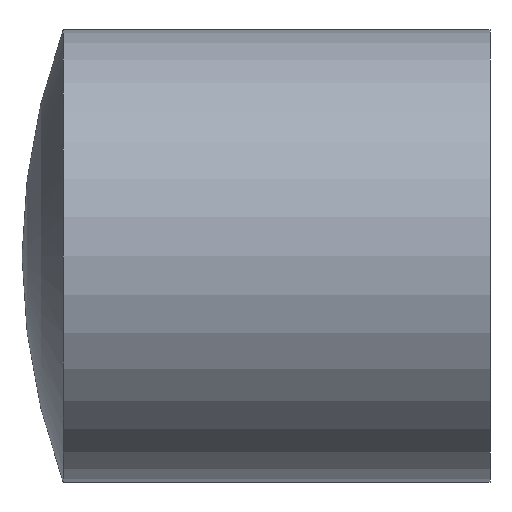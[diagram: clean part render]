
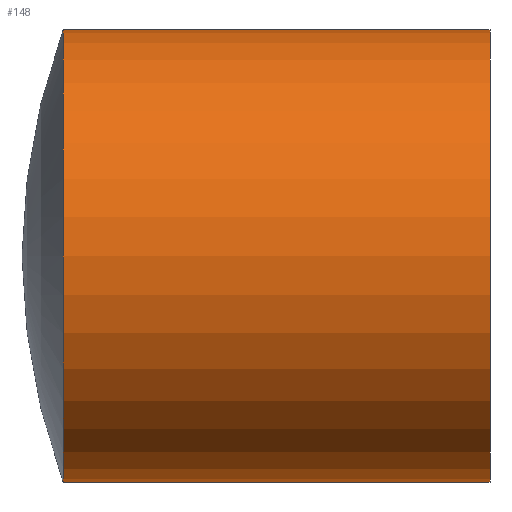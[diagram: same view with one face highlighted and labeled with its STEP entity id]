
A CAD part, left-side view. The second image highlights one B-rep face of the part: STEP entity #148.
In plain terms, the highlighted cylindrical face has radius 45 mm (diameter 90 mm), a partial arc.
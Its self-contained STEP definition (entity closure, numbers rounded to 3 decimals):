
#3 = VERTEX_POINT ( 'NONE', #277 ) ;
#7 = ORIENTED_EDGE ( 'NONE', *, *, #250, .T. ) ;
#8 = DIRECTION ( 'NONE',  ( 0., -1., 0. ) ) ;
#9 = ORIENTED_EDGE ( 'NONE', *, *, #139, .T. ) ;
#11 = ORIENTED_EDGE ( 'NONE', *, *, #306, .F. ) ;
#14 = DIRECTION ( 'NONE',  ( 0., -1., 0. ) ) ;
#32 = VECTOR ( 'NONE', #286, 1000. ) ;
#34 = CARTESIAN_POINT ( 'NONE',  ( 0., 84.868, -45. ) ) ;
#62 = CARTESIAN_POINT ( 'NONE',  ( 0., 0., 0. ) ) ;
#81 = VECTOR ( 'NONE', #14, 1000. ) ;
#90 = CARTESIAN_POINT ( 'NONE',  ( 0., 84.868, 45. ) ) ;
#92 = VERTEX_POINT ( 'NONE', #90 ) ;
#95 = CARTESIAN_POINT ( 'NONE',  ( 0., 0., 0. ) ) ;
#106 = LINE ( 'NONE', #210, #32 ) ;
#124 = VERTEX_POINT ( 'NONE', #280 ) ;
#126 = EDGE_LOOP ( 'NONE', ( #11, #9, #7, #168 ) ) ;
#127 = DIRECTION ( 'NONE',  ( 0., 0., -1. ) ) ;
#128 = EDGE_CURVE ( 'NONE', #3, #124, #171, .T. ) ;
#129 = VERTEX_POINT ( 'NONE', #34 ) ;
#139 = EDGE_CURVE ( 'NONE', #92, #129, #164, .T. ) ;
#145 = AXIS2_PLACEMENT_3D ( 'NONE', #95, #199, #281 ) ;
#148 = ADVANCED_FACE ( 'NONE', ( #226 ), #297, .T. ) ;
#155 = AXIS2_PLACEMENT_3D ( 'NONE', #248, #8, #127 ) ;
#156 = LINE ( 'NONE', #252, #81 ) ;
#164 = CIRCLE ( 'NONE', #155, 45. ) ;
#165 = AXIS2_PLACEMENT_3D ( 'NONE', #62, #175, #265 ) ;
#168 = ORIENTED_EDGE ( 'NONE', *, *, #128, .F. ) ;
#171 = CIRCLE ( 'NONE', #165, 45. ) ;
#175 = DIRECTION ( 'NONE',  ( 0., -1., 0. ) ) ;
#199 = DIRECTION ( 'NONE',  ( 0., -1., 0. ) ) ;
#210 = CARTESIAN_POINT ( 'NONE',  ( 0., 0., 45. ) ) ;
#226 = FACE_OUTER_BOUND ( 'NONE', #126, .T. ) ;
#248 = CARTESIAN_POINT ( 'NONE',  ( 0., 84.868, 0. ) ) ;
#250 = EDGE_CURVE ( 'NONE', #129, #124, #156, .T. ) ;
#252 = CARTESIAN_POINT ( 'NONE',  ( 0., 0., -45. ) ) ;
#265 = DIRECTION ( 'NONE',  ( 0., 0., -1. ) ) ;
#277 = CARTESIAN_POINT ( 'NONE',  ( 0., 0., 45. ) ) ;
#280 = CARTESIAN_POINT ( 'NONE',  ( 0., 0., -45. ) ) ;
#281 = DIRECTION ( 'NONE',  ( 0., 0., -1. ) ) ;
#286 = DIRECTION ( 'NONE',  ( 0., -1., 0. ) ) ;
#297 = CYLINDRICAL_SURFACE ( 'NONE', #145, 45. ) ;
#306 = EDGE_CURVE ( 'NONE', #92, #3, #106, .T. ) ;
